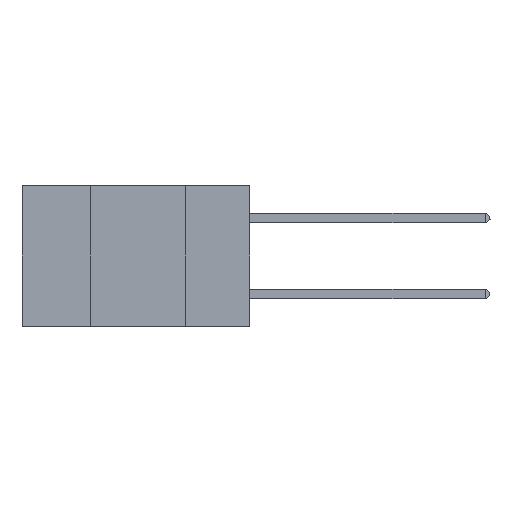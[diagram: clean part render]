
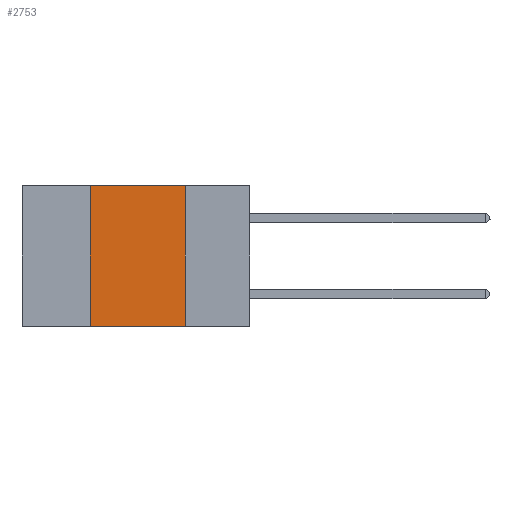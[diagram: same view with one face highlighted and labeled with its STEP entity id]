
A CAD part, left-side view. The second image highlights one B-rep face of the part: STEP entity #2753.
In plain terms, the highlighted planar face has unit normal (-1, 0, 0).
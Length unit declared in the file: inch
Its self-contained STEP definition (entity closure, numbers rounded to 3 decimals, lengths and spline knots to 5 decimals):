
#994 = VECTOR ( 'NONE', #1961, 39.37008 ) ;
#1246 = AXIS2_PLACEMENT_3D ( 'NONE', #23382, #17565, #4701 ) ;
#1961 = DIRECTION ( 'NONE',  ( 0., 0., 1. ) ) ;
#2607 = ORIENTED_EDGE ( 'NONE', *, *, #17683, .F. ) ;
#2753 = ADVANCED_FACE ( 'NONE', ( #4207 ), #13607, .F. ) ;
#2885 = DIRECTION ( 'NONE',  ( 0., 0., -1. ) ) ;
#2946 = VECTOR ( 'NONE', #2885, 39.37008 ) ;
#4207 = FACE_OUTER_BOUND ( 'NONE', #23008, .T. ) ;
#4701 = DIRECTION ( 'NONE',  ( 0., 0., -1. ) ) ;
#4866 = CARTESIAN_POINT ( 'NONE',  ( 0., 0.17, 0. ) ) ;
#5066 = CARTESIAN_POINT ( 'NONE',  ( 0., 0.17, -0.37 ) ) ;
#5426 = LINE ( 'NONE', #13204, #994 ) ;
#6299 = CARTESIAN_POINT ( 'NONE',  ( 0., 0.6, -0.37 ) ) ;
#6654 = EDGE_CURVE ( 'NONE', #7262, #13179, #18340, .T. ) ;
#7262 = VERTEX_POINT ( 'NONE', #11374 ) ;
#7519 = CARTESIAN_POINT ( 'NONE',  ( 0., 0.42, 0. ) ) ;
#7842 = ORIENTED_EDGE ( 'NONE', *, *, #6654, .F. ) ;
#8893 = CARTESIAN_POINT ( 'NONE',  ( 0., 0.6, 0. ) ) ;
#10252 = DIRECTION ( 'NONE',  ( 0., -1., 0. ) ) ;
#11374 = CARTESIAN_POINT ( 'NONE',  ( 0., 0.17, 0. ) ) ;
#11391 = ORIENTED_EDGE ( 'NONE', *, *, #15931, .F. ) ;
#13179 = VERTEX_POINT ( 'NONE', #5066 ) ;
#13204 = CARTESIAN_POINT ( 'NONE',  ( 0., 0.42, 0. ) ) ;
#13607 = PLANE ( 'NONE',  #1246 ) ;
#13847 = LINE ( 'NONE', #6299, #17019 ) ;
#14600 = VERTEX_POINT ( 'NONE', #7519 ) ;
#15931 = EDGE_CURVE ( 'NONE', #21917, #14600, #5426, .T. ) ;
#17019 = VECTOR ( 'NONE', #10252, 39.37008 ) ;
#17113 = ORIENTED_EDGE ( 'NONE', *, *, #22655, .T. ) ;
#17565 = DIRECTION ( 'NONE',  ( 1., 0., 0. ) ) ;
#17683 = EDGE_CURVE ( 'NONE', #14600, #7262, #24236, .T. ) ;
#18340 = LINE ( 'NONE', #4866, #2946 ) ;
#20274 = DIRECTION ( 'NONE',  ( 0., -1., 0. ) ) ;
#21917 = VERTEX_POINT ( 'NONE', #23841 ) ;
#22655 = EDGE_CURVE ( 'NONE', #21917, #13179, #13847, .T. ) ;
#23008 = EDGE_LOOP ( 'NONE', ( #7842, #2607, #11391, #17113 ) ) ;
#23382 = CARTESIAN_POINT ( 'NONE',  ( 0., 0.6, 0. ) ) ;
#23841 = CARTESIAN_POINT ( 'NONE',  ( 0., 0.42, -0.37 ) ) ;
#23980 = VECTOR ( 'NONE', #20274, 39.37008 ) ;
#24236 = LINE ( 'NONE', #8893, #23980 ) ;
